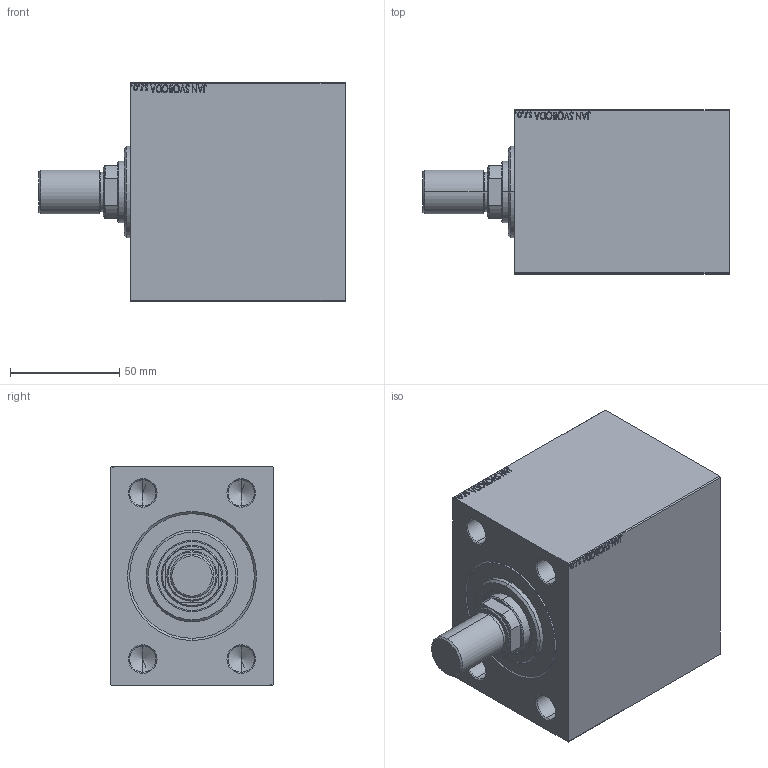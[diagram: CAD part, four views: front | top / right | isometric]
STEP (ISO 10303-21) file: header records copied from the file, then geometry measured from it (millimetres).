
FILE_DESCRIPTION (( 'STEP AP203' ), '1' );
FILE_NAME ('4316.STEP', '2024-02-12T04:53:18', ( '' ), ( '' ), 'SwSTEP 2.0', 'SolidWorks 2019', '' );
FILE_SCHEMA (( 'CONFIG_CONTROL_DESIGN' ));
Length unit declared in the file: millimetre
Products named in the file (5): V450CM_VC_B 3e144ee31a3c6951b9c2e40a00b2d566; V450CM_MALE_METRIC 3e144ee31a3c6951b9c2e40a00b2d566; V450CM_B_Body 3e144ee31a3c6951b9c2e40a00b2d566; V450CM_B_VCP 3e144ee31a3c6951b9c2e40a00b2d566; 4316
Assembly tree (4 placements, depth 2):
  4316
    V450CM_B_Body 3e144ee31a3c6951b9c2e40a00b2d566
    V450CM_B_VCP 3e144ee31a3c6951b9c2e40a00b2d566
    V450CM_VC_B 3e144ee31a3c6951b9c2e40a00b2d566
    V450CM_MALE_METRIC 3e144ee31a3c6951b9c2e40a00b2d566
Bounding box: 140 x 75 x 100 mm (x, y, z)
Volume: 688779 mm3; surface area: 97430.9 mm2
Topology: 4 solids, 4 shells, 898 faces, 2288 edges, 1497 vertices
Faces by surface type: plane 406, bspline 380, cylinder 60, cone 50, torus 2
Entity records: 44959 total; most frequent: CARTESIAN_POINT 25300, ORIENTED_EDGE 4540, DIRECTION 2706, EDGE_CURVE 2270, VERTEX_POINT 1497, VECTOR 1340, LINE 1340, EDGE_LOOP 1021
